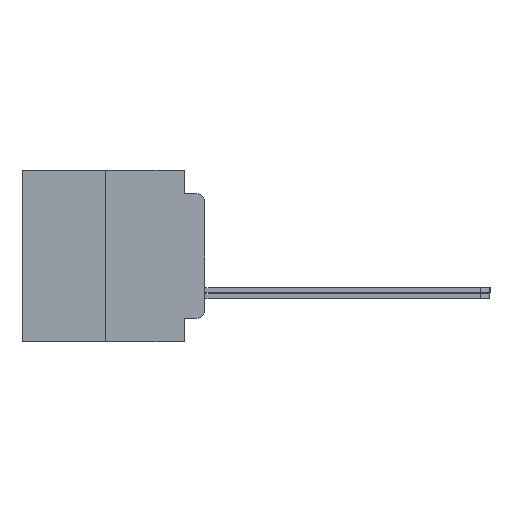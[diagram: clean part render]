
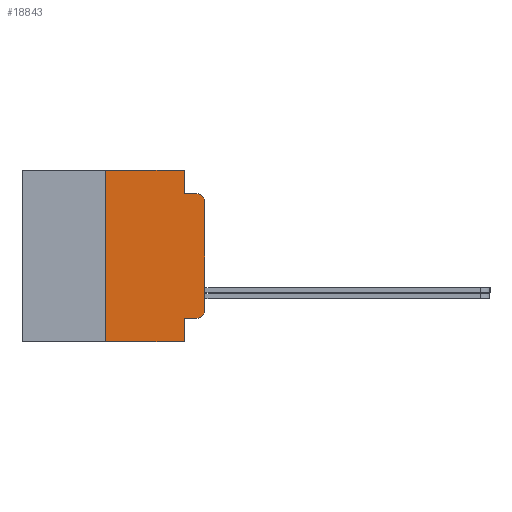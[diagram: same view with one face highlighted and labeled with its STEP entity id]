
A CAD part, left-side view. The second image highlights one B-rep face of the part: STEP entity #18843.
In plain terms, the highlighted planar face has unit normal (-1, 0, 0).
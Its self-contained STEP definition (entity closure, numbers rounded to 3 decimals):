
#784 = EDGE_LOOP ( 'NONE', ( #22857, #17595, #10944, #2390, #20981, #12898, #14722, #6291, #10748, #15741 ) ) ;
#798 = VECTOR ( 'NONE', #11881, 1000. ) ;
#925 = EDGE_CURVE ( 'NONE', #24278, #20074, #22007, .T. ) ;
#964 = DIRECTION ( 'NONE',  ( 0., 0., -1. ) ) ;
#983 = LINE ( 'NONE', #24513, #7634 ) ;
#996 = DIRECTION ( 'NONE',  ( 0., -1., 0. ) ) ;
#2390 = ORIENTED_EDGE ( 'NONE', *, *, #12711, .T. ) ;
#2576 = CARTESIAN_POINT ( 'NONE',  ( -75.603, 6.35, -5.486 ) ) ;
#2786 = CARTESIAN_POINT ( 'NONE',  ( -75.603, 1.295, 0. ) ) ;
#2872 = DIRECTION ( 'NONE',  ( 0., 0., -1. ) ) ;
#3215 = CARTESIAN_POINT ( 'NONE',  ( -75.603, 1.295, -5.486 ) ) ;
#3805 = CARTESIAN_POINT ( 'NONE',  ( -75.603, 0., 5.486 ) ) ;
#4113 = FACE_OUTER_BOUND ( 'NONE', #784, .T. ) ;
#4421 = CARTESIAN_POINT ( 'NONE',  ( -75.603, 0.508, 3.975 ) ) ;
#4873 = DIRECTION ( 'NONE',  ( 0., 0., -1. ) ) ;
#5054 = CARTESIAN_POINT ( 'NONE',  ( -75.603, 0.508, -3.467 ) ) ;
#5069 = VECTOR ( 'NONE', #5657, 1000. ) ;
#5657 = DIRECTION ( 'NONE',  ( 0., 0., 1. ) ) ;
#6291 = ORIENTED_EDGE ( 'NONE', *, *, #23944, .F. ) ;
#6787 = CARTESIAN_POINT ( 'NONE',  ( -75.603, 1.295, -3.975 ) ) ;
#7204 = CARTESIAN_POINT ( 'NONE',  ( -75.603, 11.684, 5.486 ) ) ;
#7562 = VERTEX_POINT ( 'NONE', #6787 ) ;
#7634 = VECTOR ( 'NONE', #11773, 1000. ) ;
#9284 = CARTESIAN_POINT ( 'NONE',  ( -75.603, 0., 3.467 ) ) ;
#9434 = CIRCLE ( 'NONE', #11758, 0.508 ) ;
#9514 = DIRECTION ( 'NONE',  ( -1., 0., 0. ) ) ;
#9927 = VERTEX_POINT ( 'NONE', #21587 ) ;
#10071 = EDGE_CURVE ( 'NONE', #20876, #24278, #18902, .T. ) ;
#10337 = LINE ( 'NONE', #13166, #22282 ) ;
#10748 = ORIENTED_EDGE ( 'NONE', *, *, #26167, .T. ) ;
#10868 = LINE ( 'NONE', #2786, #13847 ) ;
#10944 = ORIENTED_EDGE ( 'NONE', *, *, #925, .T. ) ;
#11076 = CARTESIAN_POINT ( 'NONE',  ( -75.603, 1.295, 0. ) ) ;
#11119 = DIRECTION ( 'NONE',  ( -1., 0., 0. ) ) ;
#11201 = EDGE_CURVE ( 'NONE', #15828, #9927, #10868, .T. ) ;
#11404 = VERTEX_POINT ( 'NONE', #20135 ) ;
#11758 = AXIS2_PLACEMENT_3D ( 'NONE', #13680, #9514, #16180 ) ;
#11773 = DIRECTION ( 'NONE',  ( 0., -1., 0. ) ) ;
#11881 = DIRECTION ( 'NONE',  ( 0., -1., 0. ) ) ;
#12711 = EDGE_CURVE ( 'NONE', #20074, #15463, #9434, .T. ) ;
#12886 = VECTOR ( 'NONE', #13207, 1000. ) ;
#12898 = ORIENTED_EDGE ( 'NONE', *, *, #11201, .F. ) ;
#13166 = CARTESIAN_POINT ( 'NONE',  ( -75.603, 1.295, -3.975 ) ) ;
#13172 = DIRECTION ( 'NONE',  ( 0., 0., 1. ) ) ;
#13207 = DIRECTION ( 'NONE',  ( 0., 0., -1. ) ) ;
#13680 = CARTESIAN_POINT ( 'NONE',  ( -75.603, 0.508, 3.467 ) ) ;
#13847 = VECTOR ( 'NONE', #2872, 1000. ) ;
#14014 = CARTESIAN_POINT ( 'NONE',  ( -75.603, 11.684, 5.486 ) ) ;
#14722 = ORIENTED_EDGE ( 'NONE', *, *, #18322, .F. ) ;
#15463 = VERTEX_POINT ( 'NONE', #4421 ) ;
#15478 = DIRECTION ( 'NONE',  ( 0., -1., 0. ) ) ;
#15556 = DIRECTION ( 'NONE',  ( 1., 0., 0. ) ) ;
#15648 = PLANE ( 'NONE',  #18091 ) ;
#15741 = ORIENTED_EDGE ( 'NONE', *, *, #21995, .F. ) ;
#15758 = LINE ( 'NONE', #2576, #22390 ) ;
#15828 = VERTEX_POINT ( 'NONE', #22034 ) ;
#15857 = CARTESIAN_POINT ( 'NONE',  ( -75.603, 0., -3.467 ) ) ;
#16180 = DIRECTION ( 'NONE',  ( 0., 0., -1. ) ) ;
#17050 = AXIS2_PLACEMENT_3D ( 'NONE', #5054, #11119, #4873 ) ;
#17051 = CARTESIAN_POINT ( 'NONE',  ( -75.603, 6.35, 5.486 ) ) ;
#17595 = ORIENTED_EDGE ( 'NONE', *, *, #10071, .T. ) ;
#17776 = LINE ( 'NONE', #14014, #798 ) ;
#18091 = AXIS2_PLACEMENT_3D ( 'NONE', #7204, #15556, #964 ) ;
#18322 = EDGE_CURVE ( 'NONE', #26456, #15828, #17776, .T. ) ;
#18843 = ADVANCED_FACE ( 'NONE', ( #4113 ), #15648, .F. ) ;
#18902 = CIRCLE ( 'NONE', #17050, 0.508 ) ;
#20074 = VERTEX_POINT ( 'NONE', #9284 ) ;
#20107 = EDGE_CURVE ( 'NONE', #9927, #15463, #23017, .T. ) ;
#20135 = CARTESIAN_POINT ( 'NONE',  ( -75.603, 6.35, -5.486 ) ) ;
#20876 = VERTEX_POINT ( 'NONE', #22429 ) ;
#20981 = ORIENTED_EDGE ( 'NONE', *, *, #20107, .F. ) ;
#21587 = CARTESIAN_POINT ( 'NONE',  ( -75.603, 1.295, 3.975 ) ) ;
#21654 = VECTOR ( 'NONE', #996, 1000. ) ;
#21995 = EDGE_CURVE ( 'NONE', #7562, #26991, #24189, .T. ) ;
#22007 = LINE ( 'NONE', #3805, #5069 ) ;
#22034 = CARTESIAN_POINT ( 'NONE',  ( -75.603, 1.295, 5.486 ) ) ;
#22282 = VECTOR ( 'NONE', #15478, 1000. ) ;
#22390 = VECTOR ( 'NONE', #13172, 1000. ) ;
#22429 = CARTESIAN_POINT ( 'NONE',  ( -75.603, 0.508, -3.975 ) ) ;
#22857 = ORIENTED_EDGE ( 'NONE', *, *, #25953, .T. ) ;
#23017 = LINE ( 'NONE', #26579, #21654 ) ;
#23944 = EDGE_CURVE ( 'NONE', #11404, #26456, #15758, .T. ) ;
#24189 = LINE ( 'NONE', #11076, #12886 ) ;
#24278 = VERTEX_POINT ( 'NONE', #15857 ) ;
#24513 = CARTESIAN_POINT ( 'NONE',  ( -75.603, 11.684, -5.486 ) ) ;
#25953 = EDGE_CURVE ( 'NONE', #7562, #20876, #10337, .T. ) ;
#26167 = EDGE_CURVE ( 'NONE', #11404, #26991, #983, .T. ) ;
#26456 = VERTEX_POINT ( 'NONE', #17051 ) ;
#26579 = CARTESIAN_POINT ( 'NONE',  ( -75.603, 1.295, 3.975 ) ) ;
#26991 = VERTEX_POINT ( 'NONE', #3215 ) ;
